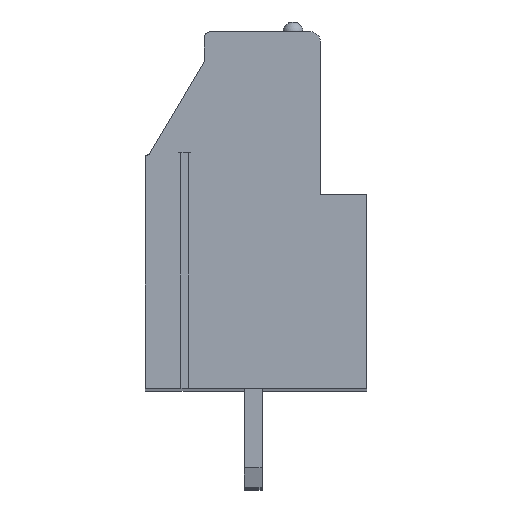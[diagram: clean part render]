
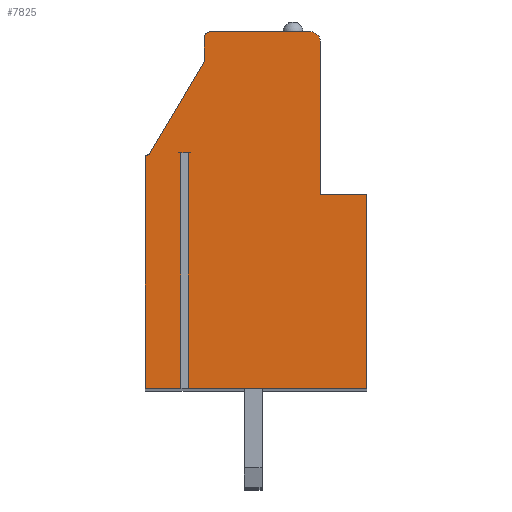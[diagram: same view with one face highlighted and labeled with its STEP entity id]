
A CAD part, top view. The second image highlights one B-rep face of the part: STEP entity #7825.
In plain terms, the highlighted planar face has unit normal (0, 0, 1).
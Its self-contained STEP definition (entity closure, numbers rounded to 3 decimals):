
#30=DIRECTION('',(-1.,0.,0.));
#31=VECTOR('',#30,0.38);
#32=CARTESIAN_POINT('',(-3.27,4.204,73.66));
#33=LINE('',#32,#31);
#34=DIRECTION('',(0.,1.,0.));
#35=VECTOR('',#34,11.9);
#36=CARTESIAN_POINT('',(-3.65,-7.696,73.66));
#37=LINE('',#36,#35);
#38=DIRECTION('',(1.,0.,0.));
#39=VECTOR('',#38,1.81);
#40=CARTESIAN_POINT('',(-5.46,-7.696,73.66));
#41=LINE('',#40,#39);
#42=DIRECTION('',(0.,-1.,0.));
#43=VECTOR('',#42,11.6);
#44=CARTESIAN_POINT('',(-5.46,3.904,73.66));
#45=LINE('',#44,#43);
#46=CARTESIAN_POINT('',(-5.26,3.904,73.66));
#47=DIRECTION('',(0.,0.,1.));
#48=DIRECTION('',(0.,1.,0.));
#49=AXIS2_PLACEMENT_3D('',#46,#47,#48);
#51=DIRECTION('',(-0.512,-0.859,0.));
#52=VECTOR('',#51,5.471);
#53=CARTESIAN_POINT('',(-2.46,8.804,73.66));
#54=LINE('',#53,#52);
#55=DIRECTION('',(0.,-1.,0.));
#56=VECTOR('',#55,1.2);
#57=CARTESIAN_POINT('',(-2.46,10.004,73.66));
#58=LINE('',#57,#56);
#59=CARTESIAN_POINT('',(-2.16,10.004,73.66));
#60=DIRECTION('',(0.,0.,1.));
#61=DIRECTION('',(0.,1.,0.));
#62=AXIS2_PLACEMENT_3D('',#59,#60,#61);
#64=DIRECTION('',(-1.,0.,0.));
#65=VECTOR('',#64,5.05);
#66=CARTESIAN_POINT('',(2.89,10.304,73.66));
#67=LINE('',#66,#65);
#68=CARTESIAN_POINT('',(2.89,9.804,73.66));
#69=DIRECTION('',(0.,0.,1.));
#70=DIRECTION('',(1.,0.,0.));
#71=AXIS2_PLACEMENT_3D('',#68,#69,#70);
#73=DIRECTION('',(0.,1.,0.));
#74=VECTOR('',#73,7.7);
#75=CARTESIAN_POINT('',(3.39,2.104,73.66));
#76=LINE('',#75,#74);
#77=DIRECTION('',(-1.,0.,0.));
#78=VECTOR('',#77,2.35);
#79=CARTESIAN_POINT('',(5.74,2.104,73.66));
#80=LINE('',#79,#78);
#81=DIRECTION('',(0.,1.,0.));
#82=VECTOR('',#81,9.8);
#83=CARTESIAN_POINT('',(5.74,-7.696,73.66));
#84=LINE('',#83,#82);
#85=DIRECTION('',(1.,0.,0.));
#86=VECTOR('',#85,9.01);
#87=CARTESIAN_POINT('',(-3.27,-7.696,73.66));
#88=LINE('',#87,#86);
#89=DIRECTION('',(0.,1.,0.));
#90=VECTOR('',#89,11.9);
#91=CARTESIAN_POINT('',(-3.27,-7.696,73.66));
#92=LINE('',#91,#90);
#6010=CARTESIAN_POINT('',(5.74,-7.696,73.66));
#6011=CARTESIAN_POINT('',(5.74,2.104,73.66));
#6012=VERTEX_POINT('',#6010);
#6013=VERTEX_POINT('',#6011);
#6014=CARTESIAN_POINT('',(3.39,2.104,73.66));
#6015=VERTEX_POINT('',#6014);
#6016=CARTESIAN_POINT('',(3.39,9.804,73.66));
#6017=VERTEX_POINT('',#6016);
#6018=CARTESIAN_POINT('',(2.89,10.304,73.66));
#6019=VERTEX_POINT('',#6018);
#6020=CARTESIAN_POINT('',(-2.16,10.304,73.66));
#6021=VERTEX_POINT('',#6020);
#6022=CARTESIAN_POINT('',(-2.46,10.004,73.66));
#6023=VERTEX_POINT('',#6022);
#6024=CARTESIAN_POINT('',(-2.46,8.804,73.66));
#6025=VERTEX_POINT('',#6024);
#6026=CARTESIAN_POINT('',(-5.26,4.104,73.66));
#6027=VERTEX_POINT('',#6026);
#6028=CARTESIAN_POINT('',(-5.46,3.904,73.66));
#6029=VERTEX_POINT('',#6028);
#6030=CARTESIAN_POINT('',(-5.46,-7.696,73.66));
#6031=VERTEX_POINT('',#6030);
#6112=CARTESIAN_POINT('',(-3.27,4.204,73.66));
#6113=CARTESIAN_POINT('',(-3.65,4.204,73.66));
#6114=VERTEX_POINT('',#6112);
#6115=VERTEX_POINT('',#6113);
#6116=CARTESIAN_POINT('',(-3.27,-7.696,73.66));
#6117=VERTEX_POINT('',#6116);
#6118=CARTESIAN_POINT('',(-3.65,-7.696,73.66));
#6119=VERTEX_POINT('',#6118);
#7788=CARTESIAN_POINT('',(0.,0.,73.66));
#7789=DIRECTION('',(0.,0.,1.));
#7790=DIRECTION('',(1.,0.,0.));
#7791=AXIS2_PLACEMENT_3D('',#7788,#7789,#7790);
#7792=PLANE('',#7791);
#7794=ORIENTED_EDGE('',*,*,#7793,.T.);
#7796=ORIENTED_EDGE('',*,*,#7795,.F.);
#7798=ORIENTED_EDGE('',*,*,#7797,.F.);
#7800=ORIENTED_EDGE('',*,*,#7799,.F.);
#7802=ORIENTED_EDGE('',*,*,#7801,.F.);
#7804=ORIENTED_EDGE('',*,*,#7803,.F.);
#7806=ORIENTED_EDGE('',*,*,#7805,.F.);
#7808=ORIENTED_EDGE('',*,*,#7807,.F.);
#7810=ORIENTED_EDGE('',*,*,#7809,.F.);
#7812=ORIENTED_EDGE('',*,*,#7811,.F.);
#7814=ORIENTED_EDGE('',*,*,#7813,.F.);
#7816=ORIENTED_EDGE('',*,*,#7815,.F.);
#7818=ORIENTED_EDGE('',*,*,#7817,.F.);
#7820=ORIENTED_EDGE('',*,*,#7819,.F.);
#7822=ORIENTED_EDGE('',*,*,#7821,.T.);
#7823=EDGE_LOOP('',(#7794,#7796,#7798,#7800,#7802,#7804,#7806,#7808,#7810,#7812,
#7814,#7816,#7818,#7820,#7822));
#7824=FACE_OUTER_BOUND('',#7823,.F.);
#50=CIRCLE('',#49,0.2);
#63=CIRCLE('',#62,0.3);
#72=CIRCLE('',#71,0.5);
#7793=EDGE_CURVE('',#6114,#6115,#33,.T.);
#7795=EDGE_CURVE('',#6119,#6115,#37,.T.);
#7797=EDGE_CURVE('',#6031,#6119,#41,.T.);
#7799=EDGE_CURVE('',#6029,#6031,#45,.T.);
#7801=EDGE_CURVE('',#6027,#6029,#50,.T.);
#7803=EDGE_CURVE('',#6025,#6027,#54,.T.);
#7805=EDGE_CURVE('',#6023,#6025,#58,.T.);
#7807=EDGE_CURVE('',#6021,#6023,#63,.T.);
#7809=EDGE_CURVE('',#6019,#6021,#67,.T.);
#7811=EDGE_CURVE('',#6017,#6019,#72,.T.);
#7813=EDGE_CURVE('',#6015,#6017,#76,.T.);
#7815=EDGE_CURVE('',#6013,#6015,#80,.T.);
#7817=EDGE_CURVE('',#6012,#6013,#84,.T.);
#7819=EDGE_CURVE('',#6117,#6012,#88,.T.);
#7821=EDGE_CURVE('',#6117,#6114,#92,.T.);
#7825=ADVANCED_FACE('',(#7824),#7792,.T.);
